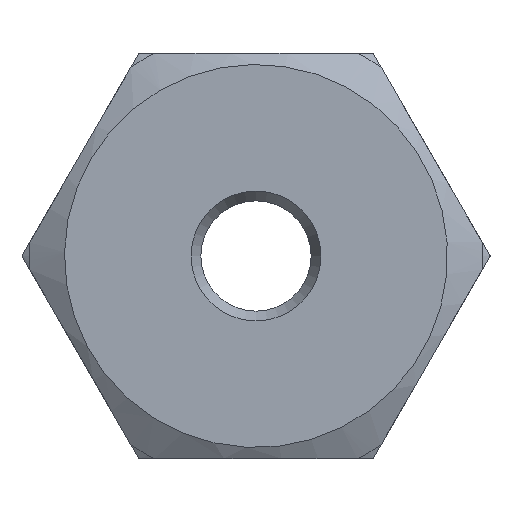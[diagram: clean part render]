
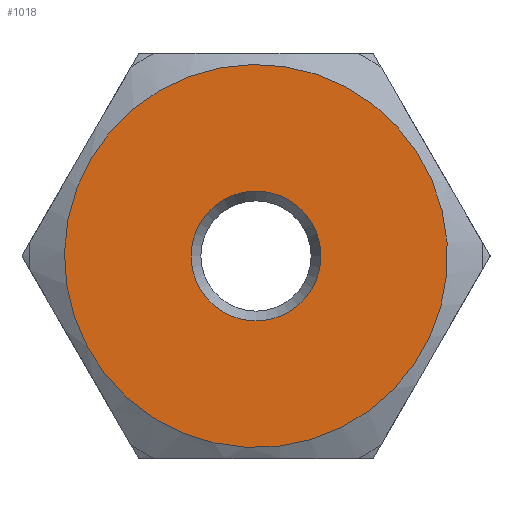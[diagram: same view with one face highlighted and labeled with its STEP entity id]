
A CAD part, left-side view. The second image highlights one B-rep face of the part: STEP entity #1018.
In plain terms, the highlighted planar face has unit normal (-1, 0, 0).
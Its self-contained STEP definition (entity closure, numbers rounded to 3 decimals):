
#845=CARTESIAN_POINT('',(-9.673,-5.221,-1.259));
#846=VERTEX_POINT('',#845);
#847=CARTESIAN_POINT('',(-9.673,-6.721,-3.857));
#848=DIRECTION('',(1.0,0.,0.));
#849=DIRECTION('',(0.,-0.5,-0.866));
#850=AXIS2_PLACEMENT_3D('',#847,#848,#849);
#851=CIRCLE('',#850,3.0);
#852=EDGE_CURVE('',#846,#846,#851,.T.);
#984=CARTESIAN_POINT('',(-9.673,-7.229,-4.737));
#985=VERTEX_POINT('',#984);
#986=CARTESIAN_POINT('',(-9.673,-6.721,-3.857));
#987=DIRECTION('',(1.0,0.,0.));
#988=DIRECTION('',(0.,-0.5,-0.866));
#989=AXIS2_PLACEMENT_3D('',#986,#987,#988);
#990=CIRCLE('',#989,1.016);
#991=EDGE_CURVE('',#985,#985,#990,.T.);
#1007=CARTESIAN_POINT('',(-9.673,-5.833,-2.32));
#1008=DIRECTION('',(-1.0,0.0,0.0));
#1009=DIRECTION('',(0.0,-0.866,0.5));
#1010=AXIS2_PLACEMENT_3D('',#1007,#1008,#1009);
#1011=PLANE('',#1010);
#1012=ORIENTED_EDGE('',*,*,#852,.F.);
#1013=EDGE_LOOP('',(#1012));
#1014=FACE_OUTER_BOUND('',#1013,.T.);
#1015=ORIENTED_EDGE('',*,*,#991,.T.);
#1016=EDGE_LOOP('',(#1015));
#1017=FACE_BOUND('',#1016,.T.);
#1018=ADVANCED_FACE('',(#1014,#1017),#1011,.T.);
